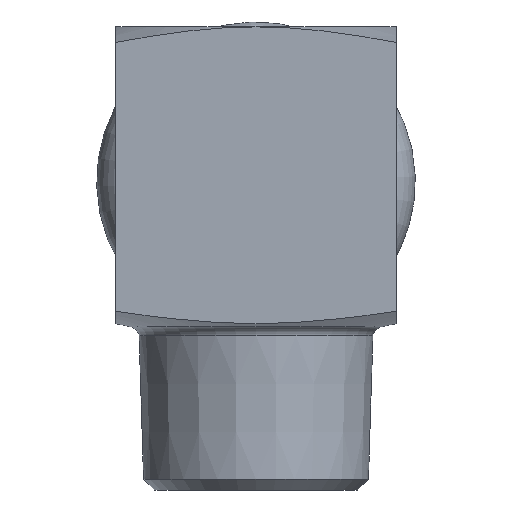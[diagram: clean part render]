
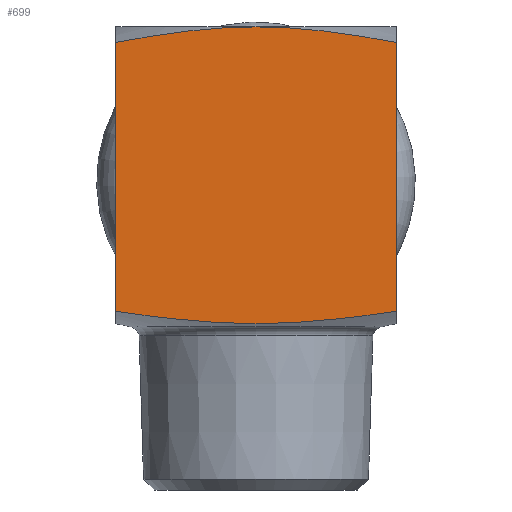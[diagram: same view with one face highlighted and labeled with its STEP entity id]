
A CAD part, front view. The second image highlights one B-rep face of the part: STEP entity #699.
In plain terms, the highlighted planar face has unit normal (0, -1, 0).
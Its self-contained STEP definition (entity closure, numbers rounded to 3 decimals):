
#15=(
BOUNDED_CURVE()
B_SPLINE_CURVE(2,(#1244,#1245,#1246),.UNSPECIFIED.,.F.,.F.)
B_SPLINE_CURVE_WITH_KNOTS((3,3),(0.493,2.997),
 .UNSPECIFIED.)
CURVE()
GEOMETRIC_REPRESENTATION_ITEM()
RATIONAL_B_SPLINE_CURVE((1.243,1.757,1.243))
REPRESENTATION_ITEM('')
);
#24=(
BOUNDED_CURVE()
B_SPLINE_CURVE(2,(#1308,#1309,#1310),.UNSPECIFIED.,.F.,.F.)
B_SPLINE_CURVE_WITH_KNOTS((3,3),(1.442,2.883),
 .UNSPECIFIED.)
CURVE()
GEOMETRIC_REPRESENTATION_ITEM()
RATIONAL_B_SPLINE_CURVE((1.207,1.207,1.))
REPRESENTATION_ITEM('')
);
#25=(
BOUNDED_CURVE()
B_SPLINE_CURVE(2,(#1313,#1314,#1315),.UNSPECIFIED.,.F.,.F.)
B_SPLINE_CURVE_WITH_KNOTS((3,3),(2.883,4.325),
 .UNSPECIFIED.)
CURVE()
GEOMETRIC_REPRESENTATION_ITEM()
RATIONAL_B_SPLINE_CURVE((1.,1.207,1.207))
REPRESENTATION_ITEM('')
);
#59=PLANE('',#832);
#98=FACE_OUTER_BOUND('',#141,.T.);
#141=EDGE_LOOP('',(#627,#628,#629,#630,#631));
#165=LINE('',#1321,#187);
#166=LINE('',#1322,#188);
#187=VECTOR('',#1071,10.);
#188=VECTOR('',#1072,10.);
#314=VERTEX_POINT('',#1239);
#315=VERTEX_POINT('',#1243);
#329=VERTEX_POINT('',#1302);
#330=VERTEX_POINT('',#1306);
#331=VERTEX_POINT('',#1312);
#409=EDGE_CURVE('',#315,#314,#15,.T.);
#431=EDGE_CURVE('',#329,#330,#24,.T.);
#432=EDGE_CURVE('',#330,#331,#25,.T.);
#435=EDGE_CURVE('',#315,#331,#165,.T.);
#436=EDGE_CURVE('',#314,#329,#166,.T.);
#627=ORIENTED_EDGE('',*,*,#431,.T.);
#628=ORIENTED_EDGE('',*,*,#432,.T.);
#629=ORIENTED_EDGE('',*,*,#435,.F.);
#630=ORIENTED_EDGE('',*,*,#409,.T.);
#631=ORIENTED_EDGE('',*,*,#436,.T.);
#699=ADVANCED_FACE('',(#98),#59,.T.);
#832=AXIS2_PLACEMENT_3D('',#1320,#1069,#1070);
#1069=DIRECTION('center_axis',(0.,-1.,0.));
#1070=DIRECTION('ref_axis',(0.,0.,-1.));
#1071=DIRECTION('',(0.,0.,1.));
#1072=DIRECTION('',(0.,0.,1.));
#1239=CARTESIAN_POINT('',(10.,-10.,12.735));
#1243=CARTESIAN_POINT('',(-10.,-10.,12.735));
#1244=CARTESIAN_POINT('Ctrl Pts',(-10.,-10.,12.735));
#1245=CARTESIAN_POINT('Ctrl Pts',(0.,-10.,11.232));
#1246=CARTESIAN_POINT('Ctrl Pts',(10.,-10.,12.735));
#1302=CARTESIAN_POINT('',(10.,-10.,31.89));
#1306=CARTESIAN_POINT('',(0.,-10.,33.));
#1308=CARTESIAN_POINT('Ctrl Pts',(10.,-10.,31.89));
#1309=CARTESIAN_POINT('Ctrl Pts',(4.142,-10.,33.));
#1310=CARTESIAN_POINT('Ctrl Pts',(0.,-10.,33.));
#1312=CARTESIAN_POINT('',(-10.,-10.,31.89));
#1313=CARTESIAN_POINT('Ctrl Pts',(0.,-10.,33.));
#1314=CARTESIAN_POINT('Ctrl Pts',(-4.142,-10.,33.));
#1315=CARTESIAN_POINT('Ctrl Pts',(-10.,-10.,31.89));
#1320=CARTESIAN_POINT('Origin',(10.,-10.,0.));
#1321=CARTESIAN_POINT('',(-10.,-10.,0.));
#1322=CARTESIAN_POINT('',(10.,-10.,0.));
